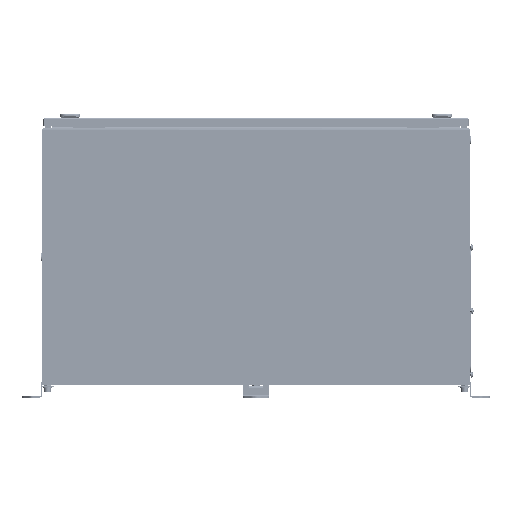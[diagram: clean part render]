
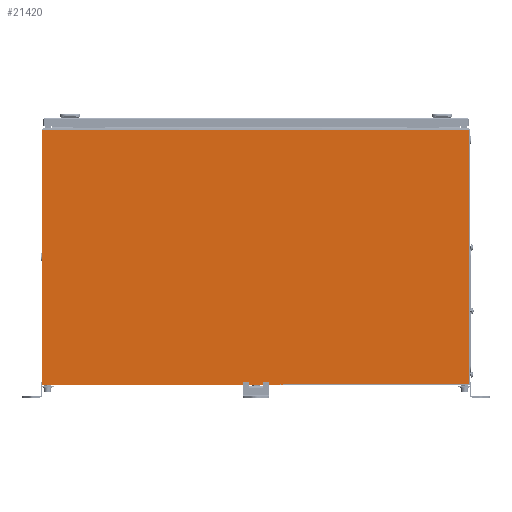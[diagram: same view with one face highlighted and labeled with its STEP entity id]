
A CAD part, left-side view. The second image highlights one B-rep face of the part: STEP entity #21420.
In plain terms, the highlighted face is planar.
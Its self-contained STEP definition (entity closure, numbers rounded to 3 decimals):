
#690 = VECTOR ( 'NONE', #72149, 1000. ) ;
#1309 = EDGE_CURVE ( 'NONE', #17388, #84116, #45411, .T. ) ;
#4749 = VERTEX_POINT ( 'NONE', #66304 ) ;
#5350 = VECTOR ( 'NONE', #74975, 1000. ) ;
#6425 = DIRECTION ( 'NONE',  ( 0., 0., -1. ) ) ;
#12000 = VECTOR ( 'NONE', #91200, 1000. ) ;
#15070 = DIRECTION ( 'NONE',  ( 1., 0., 0. ) ) ;
#17388 = VERTEX_POINT ( 'NONE', #41691 ) ;
#17844 = VERTEX_POINT ( 'NONE', #95002 ) ;
#21420 = ADVANCED_FACE ( 'NONE', ( #72500 ), #87625, .F. ) ;
#22006 = DIRECTION ( 'NONE',  ( 1., 0., 0. ) ) ;
#23945 = CARTESIAN_POINT ( 'NONE',  ( -240.225, -397., -1.5 ) ) ;
#24020 = DIRECTION ( 'NONE',  ( 0., -1., 0. ) ) ;
#30621 = ORIENTED_EDGE ( 'NONE', *, *, #34621, .F. ) ;
#31814 = LINE ( 'NONE', #37715, #42344 ) ;
#32717 = ORIENTED_EDGE ( 'NONE', *, *, #79207, .F. ) ;
#34621 = EDGE_CURVE ( 'NONE', #4749, #88142, #49306, .T. ) ;
#35488 = CARTESIAN_POINT ( 'NONE',  ( 0., 0., -1.5 ) ) ;
#35729 = EDGE_CURVE ( 'NONE', #17844, #84116, #31814, .T. ) ;
#37715 = CARTESIAN_POINT ( 'NONE',  ( 237.225, 400., -1.5 ) ) ;
#41691 = CARTESIAN_POINT ( 'NONE',  ( -237.225, -400., -1.5 ) ) ;
#42344 = VECTOR ( 'NONE', #24020, 1000. ) ;
#42451 = CARTESIAN_POINT ( 'NONE',  ( -240.225, -400., -1.5 ) ) ;
#43041 = CARTESIAN_POINT ( 'NONE',  ( -237.225, -397., -1.5 ) ) ;
#45411 = LINE ( 'NONE', #60058, #12000 ) ;
#47533 = CARTESIAN_POINT ( 'NONE',  ( 237.225, -400., -1.5 ) ) ;
#48077 = ORIENTED_EDGE ( 'NONE', *, *, #89765, .T. ) ;
#48986 = VERTEX_POINT ( 'NONE', #95961 ) ;
#49306 = LINE ( 'NONE', #42451, #690 ) ;
#51678 = ORIENTED_EDGE ( 'NONE', *, *, #35729, .T. ) ;
#54539 = LINE ( 'NONE', #68656, #5350 ) ;
#55771 = CIRCLE ( 'NONE', #94636, 3. ) ;
#57612 = ORIENTED_EDGE ( 'NONE', *, *, #67037, .T. ) ;
#60058 = CARTESIAN_POINT ( 'NONE',  ( 240.225, -400., -1.5 ) ) ;
#66200 = DIRECTION ( 'NONE',  ( 1., 0., 0. ) ) ;
#66304 = CARTESIAN_POINT ( 'NONE',  ( -240.225, 397., -1.5 ) ) ;
#67037 = EDGE_CURVE ( 'NONE', #17388, #88142, #55771, .T. ) ;
#68656 = CARTESIAN_POINT ( 'NONE',  ( 240.225, 400., -1.5 ) ) ;
#72149 = DIRECTION ( 'NONE',  ( 0., -1., 0. ) ) ;
#72500 = FACE_OUTER_BOUND ( 'NONE', #85086, .T. ) ;
#73474 = DIRECTION ( 'NONE',  ( 0., 0., 1. ) ) ;
#74975 = DIRECTION ( 'NONE',  ( -1., 0., 0. ) ) ;
#79207 = EDGE_CURVE ( 'NONE', #17844, #48986, #54539, .T. ) ;
#79799 = AXIS2_PLACEMENT_3D ( 'NONE', #88718, #88236, #15070 ) ;
#84116 = VERTEX_POINT ( 'NONE', #47533 ) ;
#85086 = EDGE_LOOP ( 'NONE', ( #94697, #57612, #30621, #48077, #32717, #51678 ) ) ;
#87625 = PLANE ( 'NONE',  #92184 ) ;
#88142 = VERTEX_POINT ( 'NONE', #23945 ) ;
#88236 = DIRECTION ( 'NONE',  ( 0., 0., -1. ) ) ;
#88718 = CARTESIAN_POINT ( 'NONE',  ( -237.225, 397., -1.5 ) ) ;
#89765 = EDGE_CURVE ( 'NONE', #4749, #48986, #92272, .T. ) ;
#91200 = DIRECTION ( 'NONE',  ( 1., 0., 0. ) ) ;
#92184 = AXIS2_PLACEMENT_3D ( 'NONE', #35488, #73474, #66200 ) ;
#92272 = CIRCLE ( 'NONE', #79799, 3. ) ;
#94636 = AXIS2_PLACEMENT_3D ( 'NONE', #43041, #6425, #22006 ) ;
#94697 = ORIENTED_EDGE ( 'NONE', *, *, #1309, .F. ) ;
#95002 = CARTESIAN_POINT ( 'NONE',  ( 237.225, 400., -1.5 ) ) ;
#95961 = CARTESIAN_POINT ( 'NONE',  ( -237.225, 400., -1.5 ) ) ;
